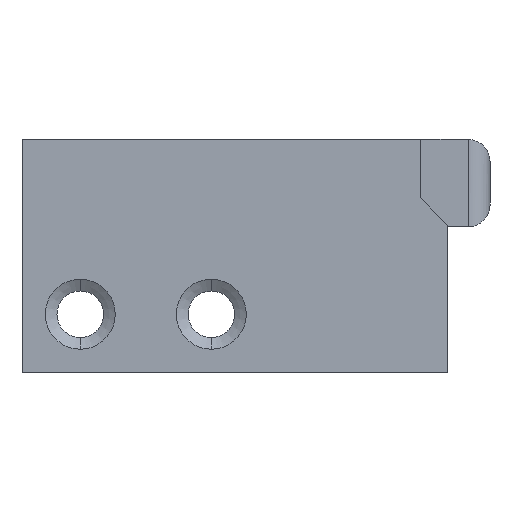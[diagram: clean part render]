
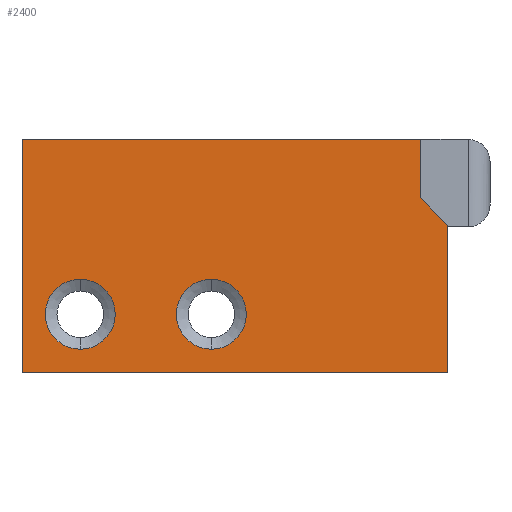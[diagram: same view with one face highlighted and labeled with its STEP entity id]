
A CAD part, front view. The second image highlights one B-rep face of the part: STEP entity #2400.
In plain terms, the highlighted planar face has unit normal (0, -1, 0).
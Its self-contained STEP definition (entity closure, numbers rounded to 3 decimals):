
#21 = DIRECTION ( 'NONE',  ( 0., 1., 0. ) ) ;
#47 = LINE ( 'NONE', #824, #2923 ) ;
#65 = CARTESIAN_POINT ( 'NONE',  ( 6.628, -1.152, 3. ) ) ;
#90 = AXIS2_PLACEMENT_3D ( 'NONE', #2166, #3117, #881 ) ;
#150 = CARTESIAN_POINT ( 'NONE',  ( -7.04, -1.152, -5. ) ) ;
#167 = CARTESIAN_POINT ( 'NONE',  ( -0.54, -1.152, -4.2 ) ) ;
#170 = ORIENTED_EDGE ( 'NONE', *, *, #343, .T. ) ;
#217 = EDGE_CURVE ( 'NONE', #1963, #1294, #3105, .T. ) ;
#235 = EDGE_CURVE ( 'NONE', #2996, #910, #3140, .T. ) ;
#324 = VECTOR ( 'NONE', #1626, 1000. ) ;
#343 = EDGE_CURVE ( 'NONE', #1963, #839, #1912, .T. ) ;
#355 = CIRCLE ( 'NONE', #90, 1.2 ) ;
#377 = VERTEX_POINT ( 'NONE', #494 ) ;
#466 = CIRCLE ( 'NONE', #2295, 1.2 ) ;
#494 = CARTESIAN_POINT ( 'NONE',  ( 7.581, -1.152, -5. ) ) ;
#520 = CARTESIAN_POINT ( 'NONE',  ( 2.948, -1.152, 3. ) ) ;
#691 = EDGE_CURVE ( 'NONE', #2667, #1564, #355, .T. ) ;
#703 = DIRECTION ( 'NONE',  ( 0., 0., -1. ) ) ;
#706 = DIRECTION ( 'NONE',  ( -0.707, 0., 0.707 ) ) ;
#740 = CARTESIAN_POINT ( 'NONE',  ( -0.54, -1.152, -1.8 ) ) ;
#803 = CARTESIAN_POINT ( 'NONE',  ( 7.581, -1.152, -5. ) ) ;
#824 = CARTESIAN_POINT ( 'NONE',  ( 7.581, -1.152, -5. ) ) ;
#839 = VERTEX_POINT ( 'NONE', #2485 ) ;
#881 = DIRECTION ( 'NONE',  ( 0., 0., -1. ) ) ;
#905 = DIRECTION ( 'NONE',  ( 0., -1., 0. ) ) ;
#910 = VERTEX_POINT ( 'NONE', #2315 ) ;
#1031 = ORIENTED_EDGE ( 'NONE', *, *, #235, .T. ) ;
#1064 = AXIS2_PLACEMENT_3D ( 'NONE', #520, #21, #3204 ) ;
#1081 = EDGE_CURVE ( 'NONE', #1632, #1499, #3143, .T. ) ;
#1108 = DIRECTION ( 'NONE',  ( -1., 0., 0. ) ) ;
#1121 = DIRECTION ( 'NONE',  ( 0., 0., -1. ) ) ;
#1142 = ORIENTED_EDGE ( 'NONE', *, *, #691, .F. ) ;
#1151 = CARTESIAN_POINT ( 'NONE',  ( -0.54, -1.152, -3. ) ) ;
#1175 = EDGE_LOOP ( 'NONE', ( #3176, #3076 ) ) ;
#1181 = DIRECTION ( 'NONE',  ( 0., 0., -1. ) ) ;
#1241 = ORIENTED_EDGE ( 'NONE', *, *, #2310, .F. ) ;
#1261 = CARTESIAN_POINT ( 'NONE',  ( -5.04, -1.152, -4.2 ) ) ;
#1284 = ORIENTED_EDGE ( 'NONE', *, *, #2769, .T. ) ;
#1294 = VERTEX_POINT ( 'NONE', #65 ) ;
#1384 = EDGE_LOOP ( 'NONE', ( #1241, #2978, #170, #2855, #1284, #1031 ) ) ;
#1496 = FACE_OUTER_BOUND ( 'NONE', #1384, .T. ) ;
#1499 = VERTEX_POINT ( 'NONE', #167 ) ;
#1538 = VECTOR ( 'NONE', #1108, 1000. ) ;
#1564 = VERTEX_POINT ( 'NONE', #1754 ) ;
#1626 = DIRECTION ( 'NONE',  ( 1., 0., 0. ) ) ;
#1632 = VERTEX_POINT ( 'NONE', #740 ) ;
#1642 = CARTESIAN_POINT ( 'NONE',  ( 3.788, -1.152, 3.84 ) ) ;
#1731 = AXIS2_PLACEMENT_3D ( 'NONE', #1151, #2366, #1121 ) ;
#1748 = CARTESIAN_POINT ( 'NONE',  ( -7.04, -1.152, 3. ) ) ;
#1754 = CARTESIAN_POINT ( 'NONE',  ( -5.04, -1.152, -1.8 ) ) ;
#1836 = VECTOR ( 'NONE', #2940, 1000. ) ;
#1896 = EDGE_CURVE ( 'NONE', #1499, #1632, #1958, .T. ) ;
#1912 = LINE ( 'NONE', #150, #1836 ) ;
#1958 = CIRCLE ( 'NONE', #2734, 1.2 ) ;
#1963 = VERTEX_POINT ( 'NONE', #1748 ) ;
#2011 = ORIENTED_EDGE ( 'NONE', *, *, #2966, .F. ) ;
#2129 = EDGE_CURVE ( 'NONE', #377, #839, #2336, .T. ) ;
#2166 = CARTESIAN_POINT ( 'NONE',  ( -5.04, -1.152, -3. ) ) ;
#2205 = PLANE ( 'NONE',  #1064 ) ;
#2266 = FACE_BOUND ( 'NONE', #1175, .T. ) ;
#2295 = AXIS2_PLACEMENT_3D ( 'NONE', #3139, #905, #1181 ) ;
#2310 = EDGE_CURVE ( 'NONE', #1294, #910, #3177, .T. ) ;
#2312 = VECTOR ( 'NONE', #2659, 1000. ) ;
#2315 = CARTESIAN_POINT ( 'NONE',  ( 6.628, -1.152, 1. ) ) ;
#2336 = LINE ( 'NONE', #803, #1538 ) ;
#2343 = DIRECTION ( 'NONE',  ( 0., 0., 1. ) ) ;
#2366 = DIRECTION ( 'NONE',  ( 0., -1., 0. ) ) ;
#2400 = ADVANCED_FACE ( 'NONE', ( #2949, #2266, #1496 ), #2205, .F. ) ;
#2485 = CARTESIAN_POINT ( 'NONE',  ( -7.04, -1.152, -5. ) ) ;
#2659 = DIRECTION ( 'NONE',  ( 0., 0., -1. ) ) ;
#2661 = CARTESIAN_POINT ( 'NONE',  ( -0.54, -1.152, -3. ) ) ;
#2667 = VERTEX_POINT ( 'NONE', #1261 ) ;
#2734 = AXIS2_PLACEMENT_3D ( 'NONE', #2661, #3154, #703 ) ;
#2769 = EDGE_CURVE ( 'NONE', #377, #2996, #47, .T. ) ;
#2855 = ORIENTED_EDGE ( 'NONE', *, *, #2129, .F. ) ;
#2861 = CARTESIAN_POINT ( 'NONE',  ( 2.948, -1.152, 3. ) ) ;
#2872 = CARTESIAN_POINT ( 'NONE',  ( 6.628, -1.152, 3. ) ) ;
#2923 = VECTOR ( 'NONE', #2343, 1000. ) ;
#2928 = CARTESIAN_POINT ( 'NONE',  ( 7.581, -1.152, 0.047 ) ) ;
#2940 = DIRECTION ( 'NONE',  ( 0., 0., -1. ) ) ;
#2949 = FACE_BOUND ( 'NONE', #3101, .T. ) ;
#2966 = EDGE_CURVE ( 'NONE', #1564, #2667, #466, .T. ) ;
#2978 = ORIENTED_EDGE ( 'NONE', *, *, #217, .F. ) ;
#2996 = VERTEX_POINT ( 'NONE', #2928 ) ;
#3076 = ORIENTED_EDGE ( 'NONE', *, *, #1081, .F. ) ;
#3101 = EDGE_LOOP ( 'NONE', ( #1142, #2011 ) ) ;
#3105 = LINE ( 'NONE', #2861, #324 ) ;
#3117 = DIRECTION ( 'NONE',  ( 0., -1., 0. ) ) ;
#3139 = CARTESIAN_POINT ( 'NONE',  ( -5.04, -1.152, -3. ) ) ;
#3140 = LINE ( 'NONE', #1642, #3147 ) ;
#3143 = CIRCLE ( 'NONE', #1731, 1.2 ) ;
#3147 = VECTOR ( 'NONE', #706, 1000. ) ;
#3154 = DIRECTION ( 'NONE',  ( 0., -1., 0. ) ) ;
#3176 = ORIENTED_EDGE ( 'NONE', *, *, #1896, .F. ) ;
#3177 = LINE ( 'NONE', #2872, #2312 ) ;
#3204 = DIRECTION ( 'NONE',  ( -1., 0., 0. ) ) ;
